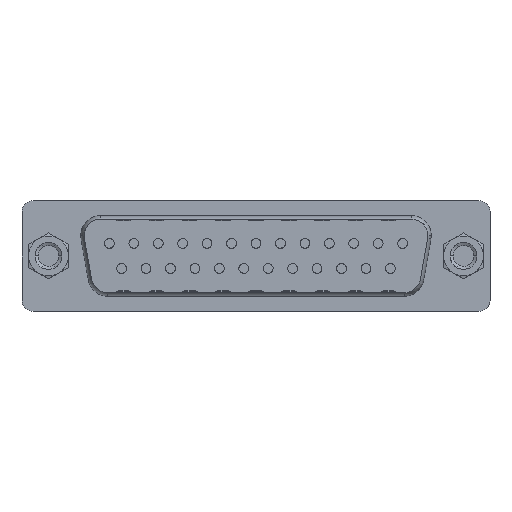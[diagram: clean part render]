
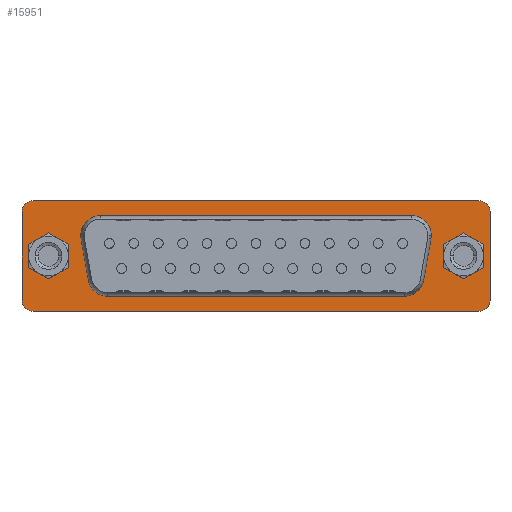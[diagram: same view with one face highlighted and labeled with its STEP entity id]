
A CAD part, top view. The second image highlights one B-rep face of the part: STEP entity #15951.
In plain terms, the highlighted planar face has unit normal (0, 0, 1).
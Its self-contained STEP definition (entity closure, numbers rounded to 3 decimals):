
#15775=AXIS2_PLACEMENT_3D('Circle Axis2P3D',#15773,#15774,$) ;
#15788=AXIS2_PLACEMENT_3D('Plane Axis2P3D',#15785,#15786,#15787) ;
#15792=AXIS2_PLACEMENT_3D('Circle Axis2P3D',#15790,#15791,$) ;
#15808=AXIS2_PLACEMENT_3D('Circle Axis2P3D',#15806,#15807,$) ;
#15822=AXIS2_PLACEMENT_3D('Circle Axis2P3D',#15820,#15821,$) ;
#15836=AXIS2_PLACEMENT_3D('Circle Axis2P3D',#15834,#15835,$) ;
#15858=AXIS2_PLACEMENT_3D('Circle Axis2P3D',#15856,#15857,$) ;
#15867=AXIS2_PLACEMENT_3D('Circle Axis2P3D',#15865,#15866,$) ;
#15876=AXIS2_PLACEMENT_3D('Circle Axis2P3D',#15874,#15875,$) ;
#15885=AXIS2_PLACEMENT_3D('Circle Axis2P3D',#15883,#15884,$) ;
#15903=AXIS2_PLACEMENT_3D('Circle Axis2P3D',#15901,#15902,$) ;
#15917=AXIS2_PLACEMENT_3D('Circle Axis2P3D',#15915,#15916,$) ;
#15922=AXIS2_PLACEMENT_3D('Circle Axis2P3D',#15920,#15921,$) ;
#15936=AXIS2_PLACEMENT_3D('Circle Axis2P3D',#15934,#15935,$) ;
#10541=CARTESIAN_POINT('Vertex',(8.91,10.835,10.6)) ;
#10548=CARTESIAN_POINT('Vertex',(44.13,10.835,10.6)) ;
#10551=CARTESIAN_POINT('Line Origine',(26.52,10.835,10.6)) ;
#15743=CARTESIAN_POINT('Vertex',(46.38,8.585,10.6)) ;
#15747=CARTESIAN_POINT('Control Point',(46.38,8.585,10.6)) ;
#15748=CARTESIAN_POINT('Control Point',(46.38,9.292,10.6)) ;
#15749=CARTESIAN_POINT('Control Point',(46.103,9.999,10.6)) ;
#15750=CARTESIAN_POINT('Control Point',(45.544,10.558,10.6)) ;
#15751=CARTESIAN_POINT('Control Point',(44.837,10.835,10.6)) ;
#15752=CARTESIAN_POINT('Control Point',(44.13,10.835,10.6)) ;
#15770=CARTESIAN_POINT('Vertex',(6.66,8.585,10.6)) ;
#15773=CARTESIAN_POINT('Axis2P3D Location',(8.91,8.585,10.6)) ;
#15785=CARTESIAN_POINT('Axis2P3D Location',(51.79,1.25,10.6)) ;
#15790=CARTESIAN_POINT('Axis2P3D Location',(51.79,1.25,10.6)) ;
#15794=CARTESIAN_POINT('Vertex',(51.79,0.,10.6)) ;
#15796=CARTESIAN_POINT('Vertex',(53.04,1.25,10.6)) ;
#15799=CARTESIAN_POINT('Line Origine',(53.04,6.275,10.6)) ;
#15803=CARTESIAN_POINT('Vertex',(53.04,11.3,10.6)) ;
#15806=CARTESIAN_POINT('Axis2P3D Location',(51.79,11.3,10.6)) ;
#15810=CARTESIAN_POINT('Vertex',(51.79,12.55,10.6)) ;
#15813=CARTESIAN_POINT('Line Origine',(26.52,12.55,10.6)) ;
#15817=CARTESIAN_POINT('Vertex',(1.25,12.55,10.6)) ;
#15820=CARTESIAN_POINT('Axis2P3D Location',(1.25,11.3,10.6)) ;
#15824=CARTESIAN_POINT('Vertex',(0.,11.3,10.6)) ;
#15827=CARTESIAN_POINT('Line Origine',(0.,6.275,10.6)) ;
#15831=CARTESIAN_POINT('Vertex',(0.,1.25,10.6)) ;
#15834=CARTESIAN_POINT('Axis2P3D Location',(1.25,1.25,10.6)) ;
#15838=CARTESIAN_POINT('Vertex',(1.25,0.,10.6)) ;
#15841=CARTESIAN_POINT('Line Origine',(26.52,0.,10.6)) ;
#15856=CARTESIAN_POINT('Axis2P3D Location',(3.,6.275,10.6)) ;
#15860=CARTESIAN_POINT('Vertex',(4.525,6.275,10.6)) ;
#15862=CARTESIAN_POINT('Vertex',(1.475,6.275,10.6)) ;
#15865=CARTESIAN_POINT('Axis2P3D Location',(3.,6.275,10.6)) ;
#15874=CARTESIAN_POINT('Axis2P3D Location',(50.04,6.275,10.6)) ;
#15878=CARTESIAN_POINT('Vertex',(51.565,6.275,10.6)) ;
#15880=CARTESIAN_POINT('Vertex',(48.515,6.275,10.6)) ;
#15883=CARTESIAN_POINT('Axis2P3D Location',(50.04,6.275,10.6)) ;
#15892=CARTESIAN_POINT('Line Origine',(26.52,1.715,10.6)) ;
#15896=CARTESIAN_POINT('Vertex',(9.725,1.715,10.6)) ;
#15898=CARTESIAN_POINT('Vertex',(43.315,1.715,10.6)) ;
#15901=CARTESIAN_POINT('Axis2P3D Location',(9.725,3.965,10.6)) ;
#15905=CARTESIAN_POINT('Vertex',(7.509,3.574,10.6)) ;
#15908=CARTESIAN_POINT('Line Origine',(7.101,5.884,10.6)) ;
#15912=CARTESIAN_POINT('Vertex',(6.694,8.194,10.6)) ;
#15915=CARTESIAN_POINT('Axis2P3D Location',(8.91,8.585,10.6)) ;
#15920=CARTESIAN_POINT('Axis2P3D Location',(44.13,8.585,10.6)) ;
#15924=CARTESIAN_POINT('Vertex',(46.346,8.194,10.6)) ;
#15927=CARTESIAN_POINT('Line Origine',(45.939,5.884,10.6)) ;
#15931=CARTESIAN_POINT('Vertex',(45.531,3.574,10.6)) ;
#15934=CARTESIAN_POINT('Axis2P3D Location',(43.315,3.965,10.6)) ;
#10552=DIRECTION('Vector Direction',(-1.,0.,0.)) ;
#15774=DIRECTION('Axis2P3D Direction',(0.,0.,-1.)) ;
#15786=DIRECTION('Axis2P3D Direction',(0.,0.,1.)) ;
#15787=DIRECTION('Axis2P3D XDirection',(1.,0.,0.)) ;
#15791=DIRECTION('Axis2P3D Direction',(0.,0.,1.)) ;
#15800=DIRECTION('Vector Direction',(0.,1.,0.)) ;
#15807=DIRECTION('Axis2P3D Direction',(0.,0.,1.)) ;
#15814=DIRECTION('Vector Direction',(-1.,0.,0.)) ;
#15821=DIRECTION('Axis2P3D Direction',(0.,0.,1.)) ;
#15828=DIRECTION('Vector Direction',(0.,-1.,0.)) ;
#15835=DIRECTION('Axis2P3D Direction',(0.,0.,1.)) ;
#15842=DIRECTION('Vector Direction',(1.,0.,0.)) ;
#15857=DIRECTION('Axis2P3D Direction',(0.,0.,1.)) ;
#15866=DIRECTION('Axis2P3D Direction',(0.,0.,1.)) ;
#15875=DIRECTION('Axis2P3D Direction',(0.,0.,1.)) ;
#15884=DIRECTION('Axis2P3D Direction',(0.,0.,1.)) ;
#15893=DIRECTION('Vector Direction',(1.,0.,0.)) ;
#15902=DIRECTION('Axis2P3D Direction',(0.,0.,1.)) ;
#15909=DIRECTION('Vector Direction',(0.174,-0.985,0.)) ;
#15916=DIRECTION('Axis2P3D Direction',(0.,0.,1.)) ;
#15921=DIRECTION('Axis2P3D Direction',(0.,0.,1.)) ;
#15928=DIRECTION('Vector Direction',(0.174,0.985,0.)) ;
#15935=DIRECTION('Axis2P3D Direction',(0.,0.,1.)) ;
#10553=VECTOR('Line Direction',#10552,1.) ;
#15801=VECTOR('Line Direction',#15800,1.) ;
#15815=VECTOR('Line Direction',#15814,1.) ;
#15829=VECTOR('Line Direction',#15828,1.) ;
#15843=VECTOR('Line Direction',#15842,1.) ;
#15894=VECTOR('Line Direction',#15893,1.) ;
#15910=VECTOR('Line Direction',#15909,1.) ;
#15929=VECTOR('Line Direction',#15928,1.) ;
#15847=ORIENTED_EDGE('',*,*,#15798,.T.) ;
#15848=ORIENTED_EDGE('',*,*,#15805,.T.) ;
#15849=ORIENTED_EDGE('',*,*,#15812,.T.) ;
#15850=ORIENTED_EDGE('',*,*,#15819,.T.) ;
#15851=ORIENTED_EDGE('',*,*,#15826,.T.) ;
#15852=ORIENTED_EDGE('',*,*,#15833,.T.) ;
#15853=ORIENTED_EDGE('',*,*,#15840,.T.) ;
#15854=ORIENTED_EDGE('',*,*,#15845,.T.) ;
#15871=ORIENTED_EDGE('',*,*,#15864,.F.) ;
#15872=ORIENTED_EDGE('',*,*,#15869,.F.) ;
#15889=ORIENTED_EDGE('',*,*,#15882,.F.) ;
#15890=ORIENTED_EDGE('',*,*,#15887,.F.) ;
#15940=ORIENTED_EDGE('',*,*,#15900,.F.) ;
#15941=ORIENTED_EDGE('',*,*,#15907,.F.) ;
#15942=ORIENTED_EDGE('',*,*,#15914,.F.) ;
#15943=ORIENTED_EDGE('',*,*,#15919,.F.) ;
#15944=ORIENTED_EDGE('',*,*,#15777,.F.) ;
#15945=ORIENTED_EDGE('',*,*,#10555,.F.) ;
#15946=ORIENTED_EDGE('',*,*,#15753,.F.) ;
#15947=ORIENTED_EDGE('',*,*,#15926,.F.) ;
#15948=ORIENTED_EDGE('',*,*,#15933,.F.) ;
#15949=ORIENTED_EDGE('',*,*,#15938,.F.) ;
#15873=FACE_BOUND('',#15870,.T.) ;
#15891=FACE_BOUND('',#15888,.T.) ;
#15950=FACE_BOUND('',#15939,.T.) ;
#15951=ADVANCED_FACE('LPattern3',(#15855,#15873,#15891,#15950),#15789,.T.) ;
#15746=B_SPLINE_CURVE_WITH_KNOTS('',5,(#15747,#15748,#15749,#15750,#15751,#15752),.UNSPECIFIED.,.F.,.U.,(6,6),(-1.767,1.767),.UNSPECIFIED.) ;
#15776=CIRCLE('generated circle',#15775,2.25) ;
#15793=CIRCLE('generated circle',#15792,1.25) ;
#15809=CIRCLE('generated circle',#15808,1.25) ;
#15823=CIRCLE('generated circle',#15822,1.25) ;
#15837=CIRCLE('generated circle',#15836,1.25) ;
#15859=CIRCLE('generated circle',#15858,1.525) ;
#15868=CIRCLE('generated circle',#15867,1.525) ;
#15877=CIRCLE('generated circle',#15876,1.525) ;
#15886=CIRCLE('generated circle',#15885,1.525) ;
#15904=CIRCLE('generated circle',#15903,2.25) ;
#15918=CIRCLE('generated circle',#15917,2.25) ;
#15923=CIRCLE('generated circle',#15922,2.25) ;
#15937=CIRCLE('generated circle',#15936,2.25) ;
#10555=EDGE_CURVE('',#10549,#10542,#10554,.T.) ;
#15753=EDGE_CURVE('',#15744,#10549,#15746,.T.) ;
#15777=EDGE_CURVE('',#10542,#15771,#15776,.F.) ;
#15798=EDGE_CURVE('',#15795,#15797,#15793,.T.) ;
#15805=EDGE_CURVE('',#15797,#15804,#15802,.T.) ;
#15812=EDGE_CURVE('',#15804,#15811,#15809,.T.) ;
#15819=EDGE_CURVE('',#15811,#15818,#15816,.T.) ;
#15826=EDGE_CURVE('',#15818,#15825,#15823,.T.) ;
#15833=EDGE_CURVE('',#15825,#15832,#15830,.T.) ;
#15840=EDGE_CURVE('',#15832,#15839,#15837,.T.) ;
#15845=EDGE_CURVE('',#15839,#15795,#15844,.T.) ;
#15864=EDGE_CURVE('',#15861,#15863,#15859,.T.) ;
#15869=EDGE_CURVE('',#15863,#15861,#15868,.T.) ;
#15882=EDGE_CURVE('',#15879,#15881,#15877,.T.) ;
#15887=EDGE_CURVE('',#15881,#15879,#15886,.T.) ;
#15900=EDGE_CURVE('',#15897,#15899,#15895,.T.) ;
#15907=EDGE_CURVE('',#15906,#15897,#15904,.T.) ;
#15914=EDGE_CURVE('',#15913,#15906,#15911,.T.) ;
#15919=EDGE_CURVE('',#15771,#15913,#15918,.T.) ;
#15926=EDGE_CURVE('',#15925,#15744,#15923,.T.) ;
#15933=EDGE_CURVE('',#15932,#15925,#15930,.T.) ;
#15938=EDGE_CURVE('',#15899,#15932,#15937,.T.) ;
#15846=EDGE_LOOP('',(#15847,#15848,#15849,#15850,#15851,#15852,#15853,#15854)) ;
#15870=EDGE_LOOP('',(#15871,#15872)) ;
#15888=EDGE_LOOP('',(#15889,#15890)) ;
#15939=EDGE_LOOP('',(#15940,#15941,#15942,#15943,#15944,#15945,#15946,#15947,#15948,#15949)) ;
#15855=FACE_OUTER_BOUND('',#15846,.T.) ;
#10554=LINE('Line',#10551,#10553) ;
#15802=LINE('Line',#15799,#15801) ;
#15816=LINE('Line',#15813,#15815) ;
#15830=LINE('Line',#15827,#15829) ;
#15844=LINE('Line',#15841,#15843) ;
#15895=LINE('Line',#15892,#15894) ;
#15911=LINE('Line',#15908,#15910) ;
#15930=LINE('Line',#15927,#15929) ;
#15789=PLANE('',#15788) ;
#10542=VERTEX_POINT('',#10541) ;
#10549=VERTEX_POINT('',#10548) ;
#15744=VERTEX_POINT('',#15743) ;
#15771=VERTEX_POINT('',#15770) ;
#15795=VERTEX_POINT('',#15794) ;
#15797=VERTEX_POINT('',#15796) ;
#15804=VERTEX_POINT('',#15803) ;
#15811=VERTEX_POINT('',#15810) ;
#15818=VERTEX_POINT('',#15817) ;
#15825=VERTEX_POINT('',#15824) ;
#15832=VERTEX_POINT('',#15831) ;
#15839=VERTEX_POINT('',#15838) ;
#15861=VERTEX_POINT('',#15860) ;
#15863=VERTEX_POINT('',#15862) ;
#15879=VERTEX_POINT('',#15878) ;
#15881=VERTEX_POINT('',#15880) ;
#15897=VERTEX_POINT('',#15896) ;
#15899=VERTEX_POINT('',#15898) ;
#15906=VERTEX_POINT('',#15905) ;
#15913=VERTEX_POINT('',#15912) ;
#15925=VERTEX_POINT('',#15924) ;
#15932=VERTEX_POINT('',#15931) ;
